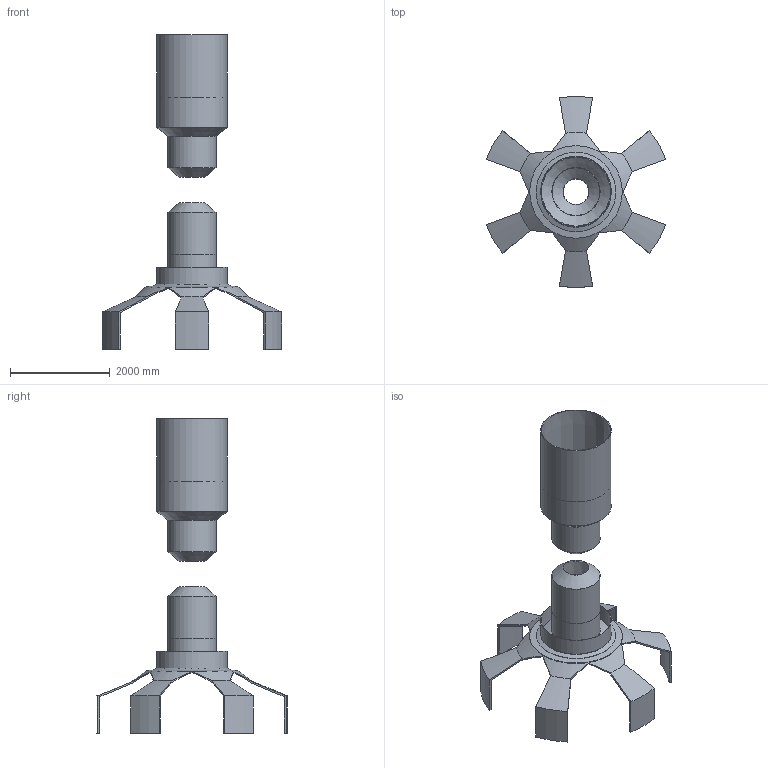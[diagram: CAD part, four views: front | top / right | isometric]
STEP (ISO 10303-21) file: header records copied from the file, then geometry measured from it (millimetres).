
FILE_DESCRIPTION(/* description */ (''),/* implementation_level */ '2;1');
FILE_NAME(/* name */ 'EPIC Services Material Budget 2025-10-04.stp',/* time_stamp */ '2025-10-10T16:02:51-04:00',/* author */ ('rwimmer'),/* organization */ (''),/* preprocessor_version */ 'ST-DEVELOPER v20',/* originating_system */ 'Autodesk Inventor 2025',/* authorisation */ '');
FILE_SCHEMA (('AUTOMOTIVE_DESIGN { 1 0 10303 214 3 1 1 }'));
Length unit declared in the file: centimetre
Products named in the file (1): EPIC Services Material 2025-10-04
Bounding box: 3608.42 x 3833.5 x 6320 mm (x, y, z)
Volume: 390501891.8 mm3; surface area: 55324817.1 mm2
Topology: 2 solids, 2 shells, 81 faces, 189 edges, 112 vertices
Faces by surface type: plane 34, cone 30, cylinder 17
Full cylindrical faces by diameter (mm): 970 x2, 1409.4 x1, 1420 x2
Entity records: 2291 total; most frequent: CARTESIAN_POINT 431, DIRECTION 393, ORIENTED_EDGE 378, EDGE_CURVE 189, AXIS2_PLACEMENT_3D 146, VERTEX_POINT 112, LINE 101, VECTOR 101
